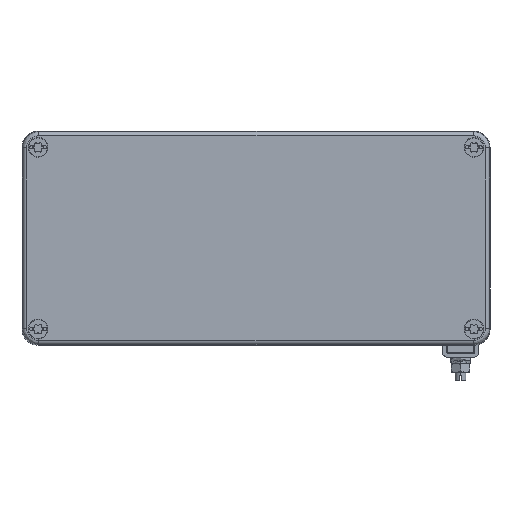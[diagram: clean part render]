
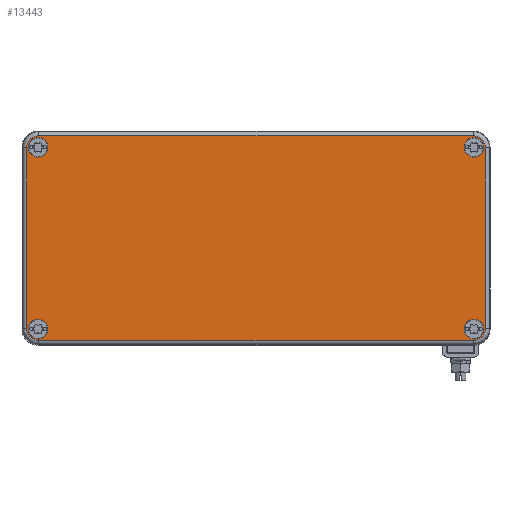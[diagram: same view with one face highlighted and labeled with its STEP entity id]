
A CAD part, top view. The second image highlights one B-rep face of the part: STEP entity #13443.
In plain terms, the highlighted planar face has unit normal (0, 0, 1).
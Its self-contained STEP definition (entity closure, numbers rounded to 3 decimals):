
#13359=AXIS2_PLACEMENT_3D('Plane Axis2P3D',#13356,#13357,#13358) ;
#13373=AXIS2_PLACEMENT_3D('Circle Axis2P3D',#13371,#13372,$) ;
#13382=AXIS2_PLACEMENT_3D('Circle Axis2P3D',#13380,#13381,$) ;
#13391=AXIS2_PLACEMENT_3D('Circle Axis2P3D',#13389,#13390,$) ;
#13400=AXIS2_PLACEMENT_3D('Circle Axis2P3D',#13398,#13399,$) ;
#13409=AXIS2_PLACEMENT_3D('Circle Axis2P3D',#13407,#13408,$) ;
#13418=AXIS2_PLACEMENT_3D('Circle Axis2P3D',#13416,#13417,$) ;
#13427=AXIS2_PLACEMENT_3D('Circle Axis2P3D',#13425,#13426,$) ;
#13436=AXIS2_PLACEMENT_3D('Circle Axis2P3D',#13434,#13435,$) ;
#12928=CARTESIAN_POINT('Vertex',(168.765,91.467,57.)) ;
#12935=CARTESIAN_POINT('Vertex',(6.235,91.467,57.)) ;
#12938=CARTESIAN_POINT('Line Origine',(81.699,91.467,57.)) ;
#13012=CARTESIAN_POINT('Vertex',(1.736,86.967,57.)) ;
#13016=CARTESIAN_POINT('Control Point',(1.736,86.967,57.)) ;
#13017=CARTESIAN_POINT('Control Point',(1.736,87.196,57.)) ;
#13018=CARTESIAN_POINT('Control Point',(1.75,87.424,57.)) ;
#13019=CARTESIAN_POINT('Control Point',(1.779,87.651,57.)) ;
#13020=CARTESIAN_POINT('Control Point',(1.935,88.459,57.)) ;
#13021=CARTESIAN_POINT('Control Point',(2.272,89.22,57.)) ;
#13022=CARTESIAN_POINT('Control Point',(2.604,89.724,57.)) ;
#13023=CARTESIAN_POINT('Control Point',(3.423,90.604,57.)) ;
#13024=CARTESIAN_POINT('Control Point',(4.48,91.174,57.)) ;
#13025=CARTESIAN_POINT('Control Point',(5.05,91.369,57.)) ;
#13026=CARTESIAN_POINT('Control Point',(5.643,91.467,57.)) ;
#13027=CARTESIAN_POINT('Control Point',(6.235,91.467,57.)) ;
#13045=CARTESIAN_POINT('Vertex',(1.736,19.438,57.)) ;
#13048=CARTESIAN_POINT('Line Origine',(1.736,53.129,57.)) ;
#13122=CARTESIAN_POINT('Vertex',(6.235,14.938,57.)) ;
#13126=CARTESIAN_POINT('Control Point',(6.235,14.938,57.)) ;
#13127=CARTESIAN_POINT('Control Point',(6.007,14.938,57.)) ;
#13128=CARTESIAN_POINT('Control Point',(5.779,14.953,57.)) ;
#13129=CARTESIAN_POINT('Control Point',(5.552,14.982,57.)) ;
#13130=CARTESIAN_POINT('Control Point',(4.744,15.137,57.)) ;
#13131=CARTESIAN_POINT('Control Point',(3.983,15.474,57.)) ;
#13132=CARTESIAN_POINT('Control Point',(3.478,15.807,57.)) ;
#13133=CARTESIAN_POINT('Control Point',(2.599,16.625,57.)) ;
#13134=CARTESIAN_POINT('Control Point',(2.028,17.682,57.)) ;
#13135=CARTESIAN_POINT('Control Point',(1.833,18.253,57.)) ;
#13136=CARTESIAN_POINT('Control Point',(1.736,18.845,57.)) ;
#13137=CARTESIAN_POINT('Control Point',(1.736,19.438,57.)) ;
#13155=CARTESIAN_POINT('Vertex',(168.765,14.938,57.)) ;
#13158=CARTESIAN_POINT('Line Origine',(87.5,14.938,57.)) ;
#13232=CARTESIAN_POINT('Vertex',(173.264,19.438,57.)) ;
#13236=CARTESIAN_POINT('Control Point',(173.264,19.438,57.)) ;
#13237=CARTESIAN_POINT('Control Point',(173.264,19.209,57.)) ;
#13238=CARTESIAN_POINT('Control Point',(173.25,18.981,57.)) ;
#13239=CARTESIAN_POINT('Control Point',(173.221,18.754,57.)) ;
#13240=CARTESIAN_POINT('Control Point',(173.065,17.946,57.)) ;
#13241=CARTESIAN_POINT('Control Point',(172.728,17.185,57.)) ;
#13242=CARTESIAN_POINT('Control Point',(172.396,16.681,57.)) ;
#13243=CARTESIAN_POINT('Control Point',(171.577,15.801,57.)) ;
#13244=CARTESIAN_POINT('Control Point',(170.52,15.231,57.)) ;
#13245=CARTESIAN_POINT('Control Point',(169.95,15.036,57.)) ;
#13246=CARTESIAN_POINT('Control Point',(169.357,14.938,57.)) ;
#13247=CARTESIAN_POINT('Control Point',(168.765,14.938,57.)) ;
#13265=CARTESIAN_POINT('Vertex',(173.264,86.967,57.)) ;
#13268=CARTESIAN_POINT('Line Origine',(173.264,53.129,57.)) ;
#13336=CARTESIAN_POINT('Control Point',(168.765,91.467,57.)) ;
#13337=CARTESIAN_POINT('Control Point',(168.993,91.467,57.)) ;
#13338=CARTESIAN_POINT('Control Point',(169.221,91.452,57.)) ;
#13339=CARTESIAN_POINT('Control Point',(169.448,91.423,57.)) ;
#13340=CARTESIAN_POINT('Control Point',(170.256,91.268,57.)) ;
#13341=CARTESIAN_POINT('Control Point',(171.017,90.931,57.)) ;
#13342=CARTESIAN_POINT('Control Point',(171.522,90.598,57.)) ;
#13343=CARTESIAN_POINT('Control Point',(172.401,89.78,57.)) ;
#13344=CARTESIAN_POINT('Control Point',(172.972,88.723,57.)) ;
#13345=CARTESIAN_POINT('Control Point',(173.167,88.152,57.)) ;
#13346=CARTESIAN_POINT('Control Point',(173.264,87.56,57.)) ;
#13347=CARTESIAN_POINT('Control Point',(173.264,86.967,57.)) ;
#13356=CARTESIAN_POINT('Axis2P3D Location',(87.5,53.203,57.)) ;
#13371=CARTESIAN_POINT('Axis2P3D Location',(169.,87.203,57.)) ;
#13375=CARTESIAN_POINT('Vertex',(167.226,83.955,57.)) ;
#13377=CARTESIAN_POINT('Vertex',(170.774,90.45,57.)) ;
#13380=CARTESIAN_POINT('Axis2P3D Location',(169.,87.203,57.)) ;
#13389=CARTESIAN_POINT('Axis2P3D Location',(169.,19.203,57.)) ;
#13393=CARTESIAN_POINT('Vertex',(170.774,22.45,57.)) ;
#13395=CARTESIAN_POINT('Vertex',(167.226,15.955,57.)) ;
#13398=CARTESIAN_POINT('Axis2P3D Location',(169.,19.203,57.)) ;
#13407=CARTESIAN_POINT('Axis2P3D Location',(6.,87.203,57.)) ;
#13411=CARTESIAN_POINT('Vertex',(7.774,90.45,57.)) ;
#13413=CARTESIAN_POINT('Vertex',(4.226,83.955,57.)) ;
#13416=CARTESIAN_POINT('Axis2P3D Location',(6.,87.203,57.)) ;
#13425=CARTESIAN_POINT('Axis2P3D Location',(6.,19.203,57.)) ;
#13429=CARTESIAN_POINT('Vertex',(7.774,22.45,57.)) ;
#13431=CARTESIAN_POINT('Vertex',(4.226,15.955,57.)) ;
#13434=CARTESIAN_POINT('Axis2P3D Location',(6.,19.203,57.)) ;
#12939=DIRECTION('Vector Direction',(1.,0.,0.)) ;
#13049=DIRECTION('Vector Direction',(0.,1.,0.)) ;
#13159=DIRECTION('Vector Direction',(-1.,0.,0.)) ;
#13269=DIRECTION('Vector Direction',(0.,-1.,0.)) ;
#13357=DIRECTION('Axis2P3D Direction',(0.,0.,1.)) ;
#13358=DIRECTION('Axis2P3D XDirection',(1.,0.,0.)) ;
#13372=DIRECTION('Axis2P3D Direction',(0.,0.,1.)) ;
#13381=DIRECTION('Axis2P3D Direction',(0.,0.,1.)) ;
#13390=DIRECTION('Axis2P3D Direction',(0.,0.,1.)) ;
#13399=DIRECTION('Axis2P3D Direction',(0.,0.,1.)) ;
#13408=DIRECTION('Axis2P3D Direction',(0.,0.,1.)) ;
#13417=DIRECTION('Axis2P3D Direction',(0.,0.,1.)) ;
#13426=DIRECTION('Axis2P3D Direction',(0.,0.,1.)) ;
#13435=DIRECTION('Axis2P3D Direction',(0.,0.,1.)) ;
#12940=VECTOR('Line Direction',#12939,1.) ;
#13050=VECTOR('Line Direction',#13049,1.) ;
#13160=VECTOR('Line Direction',#13159,1.) ;
#13270=VECTOR('Line Direction',#13269,1.) ;
#13362=ORIENTED_EDGE('',*,*,#12942,.T.) ;
#13363=ORIENTED_EDGE('',*,*,#13028,.T.) ;
#13364=ORIENTED_EDGE('',*,*,#13052,.T.) ;
#13365=ORIENTED_EDGE('',*,*,#13138,.T.) ;
#13366=ORIENTED_EDGE('',*,*,#13162,.T.) ;
#13367=ORIENTED_EDGE('',*,*,#13248,.T.) ;
#13368=ORIENTED_EDGE('',*,*,#13272,.T.) ;
#13369=ORIENTED_EDGE('',*,*,#13348,.T.) ;
#13386=ORIENTED_EDGE('',*,*,#13379,.T.) ;
#13387=ORIENTED_EDGE('',*,*,#13384,.T.) ;
#13404=ORIENTED_EDGE('',*,*,#13397,.T.) ;
#13405=ORIENTED_EDGE('',*,*,#13402,.T.) ;
#13422=ORIENTED_EDGE('',*,*,#13415,.T.) ;
#13423=ORIENTED_EDGE('',*,*,#13420,.T.) ;
#13440=ORIENTED_EDGE('',*,*,#13433,.T.) ;
#13441=ORIENTED_EDGE('',*,*,#13438,.T.) ;
#13388=FACE_BOUND('',#13385,.T.) ;
#13406=FACE_BOUND('',#13403,.T.) ;
#13424=FACE_BOUND('',#13421,.T.) ;
#13442=FACE_BOUND('',#13439,.T.) ;
#13443=ADVANCED_FACE('Cover',(#13370,#13388,#13406,#13424,#13442),#13360,.T.) ;
#13015=B_SPLINE_CURVE_WITH_KNOTS('',5,(#13016,#13017,#13018,#13019,#13020,#13021,#13022,#13023,#13024,#13025,#13026,#13027),.UNSPECIFIED.,.F.,.U.,(6,3,3,6),(17.676,19.578,24.519,29.455),.UNSPECIFIED.) ;
#13125=B_SPLINE_CURVE_WITH_KNOTS('',5,(#13126,#13127,#13128,#13129,#13130,#13131,#13132,#13133,#13134,#13135,#13136,#13137),.UNSPECIFIED.,.F.,.U.,(6,3,3,6),(17.676,19.578,24.519,29.455),.UNSPECIFIED.) ;
#13235=B_SPLINE_CURVE_WITH_KNOTS('',5,(#13236,#13237,#13238,#13239,#13240,#13241,#13242,#13243,#13244,#13245,#13246,#13247),.UNSPECIFIED.,.F.,.U.,(6,3,3,6),(17.676,19.578,24.519,29.455),.UNSPECIFIED.) ;
#13335=B_SPLINE_CURVE_WITH_KNOTS('',5,(#13336,#13337,#13338,#13339,#13340,#13341,#13342,#13343,#13344,#13345,#13346,#13347),.UNSPECIFIED.,.F.,.U.,(6,3,3,6),(17.676,19.578,24.519,29.455),.UNSPECIFIED.) ;
#13374=CIRCLE('generated circle',#13373,3.7) ;
#13383=CIRCLE('generated circle',#13382,3.7) ;
#13392=CIRCLE('generated circle',#13391,3.7) ;
#13401=CIRCLE('generated circle',#13400,3.7) ;
#13410=CIRCLE('generated circle',#13409,3.7) ;
#13419=CIRCLE('generated circle',#13418,3.7) ;
#13428=CIRCLE('generated circle',#13427,3.7) ;
#13437=CIRCLE('generated circle',#13436,3.7) ;
#12942=EDGE_CURVE('',#12929,#12936,#12941,.F.) ;
#13028=EDGE_CURVE('',#12936,#13013,#13015,.F.) ;
#13052=EDGE_CURVE('',#13013,#13046,#13051,.F.) ;
#13138=EDGE_CURVE('',#13046,#13123,#13125,.F.) ;
#13162=EDGE_CURVE('',#13123,#13156,#13161,.F.) ;
#13248=EDGE_CURVE('',#13156,#13233,#13235,.F.) ;
#13272=EDGE_CURVE('',#13233,#13266,#13271,.F.) ;
#13348=EDGE_CURVE('',#13266,#12929,#13335,.F.) ;
#13379=EDGE_CURVE('',#13376,#13378,#13374,.F.) ;
#13384=EDGE_CURVE('',#13378,#13376,#13383,.F.) ;
#13397=EDGE_CURVE('',#13394,#13396,#13392,.F.) ;
#13402=EDGE_CURVE('',#13396,#13394,#13401,.F.) ;
#13415=EDGE_CURVE('',#13412,#13414,#13410,.F.) ;
#13420=EDGE_CURVE('',#13414,#13412,#13419,.F.) ;
#13433=EDGE_CURVE('',#13430,#13432,#13428,.F.) ;
#13438=EDGE_CURVE('',#13432,#13430,#13437,.F.) ;
#13361=EDGE_LOOP('',(#13362,#13363,#13364,#13365,#13366,#13367,#13368,#13369)) ;
#13385=EDGE_LOOP('',(#13386,#13387)) ;
#13403=EDGE_LOOP('',(#13404,#13405)) ;
#13421=EDGE_LOOP('',(#13422,#13423)) ;
#13439=EDGE_LOOP('',(#13440,#13441)) ;
#13370=FACE_OUTER_BOUND('',#13361,.T.) ;
#12941=LINE('Line',#12938,#12940) ;
#13051=LINE('Line',#13048,#13050) ;
#13161=LINE('Line',#13158,#13160) ;
#13271=LINE('Line',#13268,#13270) ;
#13360=PLANE('',#13359) ;
#12929=VERTEX_POINT('',#12928) ;
#12936=VERTEX_POINT('',#12935) ;
#13013=VERTEX_POINT('',#13012) ;
#13046=VERTEX_POINT('',#13045) ;
#13123=VERTEX_POINT('',#13122) ;
#13156=VERTEX_POINT('',#13155) ;
#13233=VERTEX_POINT('',#13232) ;
#13266=VERTEX_POINT('',#13265) ;
#13376=VERTEX_POINT('',#13375) ;
#13378=VERTEX_POINT('',#13377) ;
#13394=VERTEX_POINT('',#13393) ;
#13396=VERTEX_POINT('',#13395) ;
#13412=VERTEX_POINT('',#13411) ;
#13414=VERTEX_POINT('',#13413) ;
#13430=VERTEX_POINT('',#13429) ;
#13432=VERTEX_POINT('',#13431) ;
